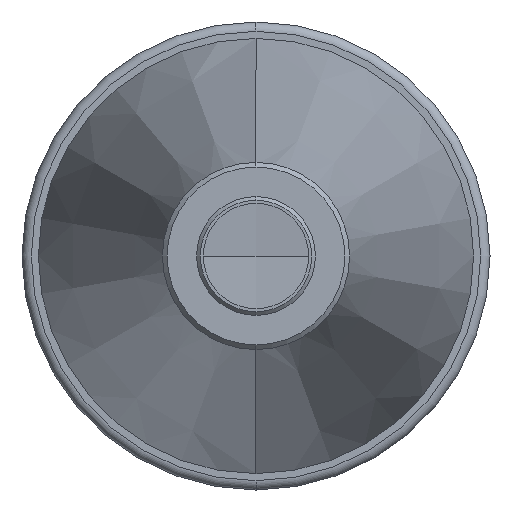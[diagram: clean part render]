
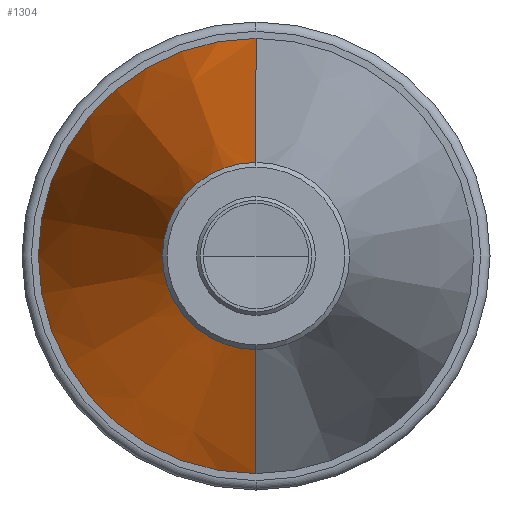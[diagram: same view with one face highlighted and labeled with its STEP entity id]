
A CAD part, left-side view. The second image highlights one B-rep face of the part: STEP entity #1304.
In plain terms, the highlighted conical face has half-angle 13.46 degrees and reference radius 46.5 mm.
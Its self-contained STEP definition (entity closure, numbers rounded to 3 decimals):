
#56 = VERTEX_POINT ( 'NONE', #1780 ) ;
#57 = VERTEX_POINT ( 'NONE', #1781 ) ;
#58 = VERTEX_POINT ( 'NONE', #1782 ) ;
#59 = VERTEX_POINT ( 'NONE', #1783 ) ;
#181 = ORIENTED_EDGE ( 'NONE', *, *, #1269, .F. ) ;
#182 = ORIENTED_EDGE ( 'NONE', *, *, #1332, .T. ) ;
#183 = ORIENTED_EDGE ( 'NONE', *, *, #1331, .T. ) ;
#184 = ORIENTED_EDGE ( 'NONE', *, *, #1327, .T. ) ;
#916 = EDGE_LOOP ( 'NONE', ( #184, #182, #183, #181 ) ) ;
#983 = CARTESIAN_POINT ( 'NONE',  ( -26.029, 16.116, 0. ) ) ;
#996 = DIRECTION ( 'NONE',  ( 1., 0., 0. ) ) ;
#997 = DIRECTION ( 'NONE',  ( 0., 0., -1. ) ) ;
#1269 = EDGE_CURVE ( 'NONE', #56, #59, #1435, .T. ) ;
#1304 = ADVANCED_FACE ( 'NONE', ( #2532 ), #3027, .T. ) ;
#1327 = EDGE_CURVE ( 'NONE', #56, #57, #3051, .T. ) ;
#1331 = EDGE_CURVE ( 'NONE', #58, #59, #3054, .T. ) ;
#1332 = EDGE_CURVE ( 'NONE', #57, #58, #2687, .T. ) ;
#1435 = LINE ( 'NONE', #1436, #2356 ) ;
#1436 = CARTESIAN_POINT ( 'NONE',  ( -26.029, 16.116, -46.5 ) ) ;
#1437 = DIRECTION ( 'NONE',  ( 0.973, 0., -0.233 ) ) ;
#1780 = CARTESIAN_POINT ( 'NONE',  ( -139.047, 16.116, -19.449 ) ) ;
#1781 = CARTESIAN_POINT ( 'NONE',  ( -139.047, 16.116, 19.449 ) ) ;
#1782 = CARTESIAN_POINT ( 'NONE',  ( -26.029, 16.116, 46.5 ) ) ;
#1783 = CARTESIAN_POINT ( 'NONE',  ( -26.029, 16.116, -46.5 ) ) ;
#2356 = VECTOR ( 'NONE', #1437, 1000. ) ;
#2452 = AXIS2_PLACEMENT_3D ( 'NONE', #2683, #2684, #2685 ) ;
#2463 = AXIS2_PLACEMENT_3D ( 'NONE', #2671, #2672, #2673 ) ;
#2471 = VECTOR ( 'NONE', #2689, 1000. ) ;
#2532 = FACE_OUTER_BOUND ( 'NONE', #916, .T. ) ;
#2537 = AXIS2_PLACEMENT_3D ( 'NONE', #983, #996, #997 ) ;
#2671 = CARTESIAN_POINT ( 'NONE',  ( -139.047, 16.116, 0. ) ) ;
#2672 = DIRECTION ( 'NONE',  ( 1., 0., 0. ) ) ;
#2673 = DIRECTION ( 'NONE',  ( 0., 0., -1. ) ) ;
#2683 = CARTESIAN_POINT ( 'NONE',  ( -26.029, 16.116, 0. ) ) ;
#2684 = DIRECTION ( 'NONE',  ( -1., 0., 0. ) ) ;
#2685 = DIRECTION ( 'NONE',  ( 0., 0., 1. ) ) ;
#2687 = LINE ( 'NONE', #2688, #2471 ) ;
#2688 = CARTESIAN_POINT ( 'NONE',  ( -26.029, 16.116, 46.5 ) ) ;
#2689 = DIRECTION ( 'NONE',  ( 0.973, 0., 0.233 ) ) ;
#3027 = CONICAL_SURFACE ( 'NONE', #2537, 46.5, 0.235 ) ;
#3051 = CIRCLE ( 'NONE', #2463, 19.449 ) ;
#3054 = CIRCLE ( 'NONE', #2452, 46.5 ) ;
